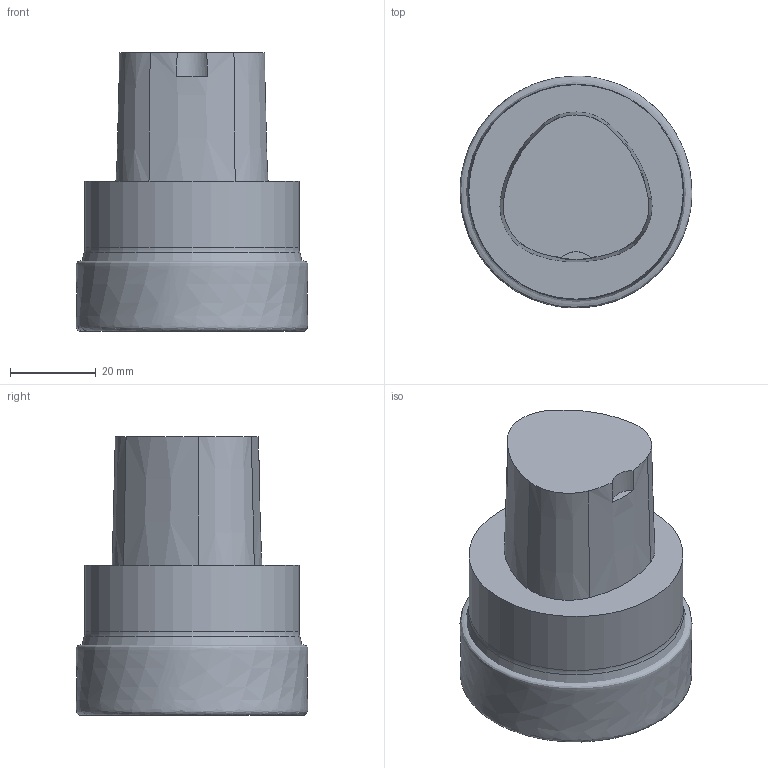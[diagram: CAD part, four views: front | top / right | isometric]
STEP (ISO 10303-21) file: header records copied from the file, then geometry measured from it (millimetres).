
FILE_DESCRIPTION(/* description */ (''),/* implementation_level */ '2;1');
FILE_NAME(/* name */ '1584418475904.stp',/* time_stamp */ '2020-03-17T09:44:50+05:00',/* author */ (''),/* organization */ ('SMS'),/* preprocessor_version */ 'ST-DEVELOPER v16.7',/* originating_system */ 'SIEMENS PLM Software NX 12.0',/* authorisation */ '');
FILE_SCHEMA (('AUTOMOTIVE_DESIGN { 1 0 10303 214 3 1 1 1 }'));
Length unit declared in the file: millimetre
Products named in the file (4): ASSEMBLY_CONSTRUCTION; 202611116mod000_01; 202905140mod000_00; 202905142mod000_00
Assembly tree (3 placements, depth 2):
  202905142mod000_00
    202905140mod000_00
    202611116mod000_01
    ASSEMBLY_CONSTRUCTION
Bounding box: 54.08 x 54.08 x 65 mm (x, y, z)
Volume: 115102 mm3; surface area: 20574.2 mm2
Topology: 2 solids, 3 shells, 31 faces, 70 edges, 56 vertices
Faces by surface type: cone 13, torus 8, plane 6, cylinder 3, bspline 1
Full cylindrical faces by diameter (mm): 14.5 x1, 50 x1
Entity records: 6293 total; most frequent: CARTESIAN_POINT 5468, DIRECTION 166, ORIENTED_EDGE 86, AXIS2_PLACEMENT_3D 80, EDGE_LOOP 48, EDGE_CURVE 43, FACE_BOUND 39, VERTEX_POINT 37
